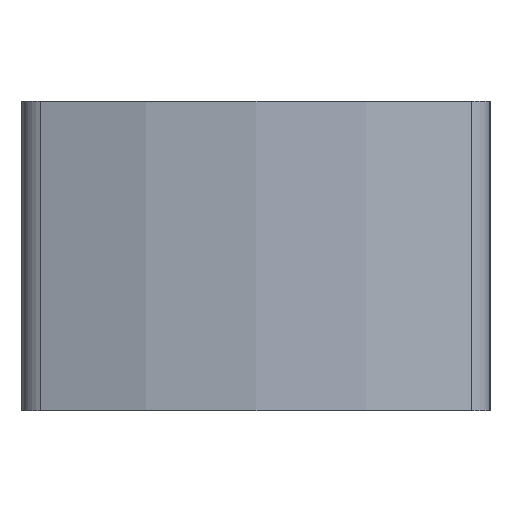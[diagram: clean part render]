
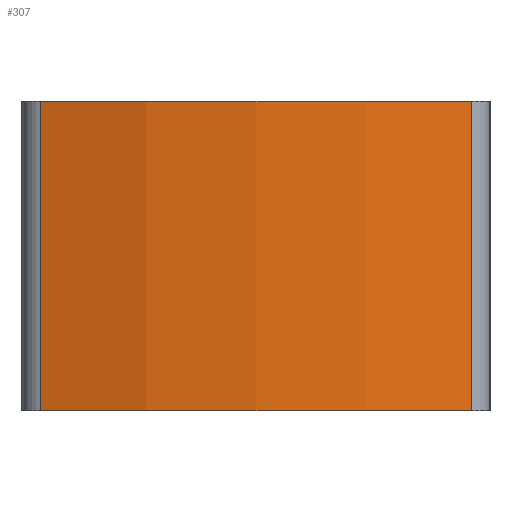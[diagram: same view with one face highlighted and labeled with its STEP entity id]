
A CAD part, left-side view. The second image highlights one B-rep face of the part: STEP entity #307.
In plain terms, the highlighted cylindrical face has radius 92.5 mm (diameter 185 mm), a partial arc.
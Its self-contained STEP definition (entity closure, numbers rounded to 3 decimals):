
#243=EDGE_CURVE('240[2]',#513,#557,#558,.T.);
#265=EDGE_CURVE('240[2]',#513,#605,#606,.T.);
#278=EDGE_CURVE('240[2]',#605,#623,#624,.T.);
#307=ADVANCED_FACE('240[2]',(#665),#666,.T.);
#315=EDGE_CURVE('240[2]',#623,#557,#678,.T.);
#513=VERTEX_POINT('',#921);
#557=VERTEX_POINT('',#978);
#558=CIRCLE('',#979,92.5);
#605=VERTEX_POINT('',#1034);
#606=LINE('',#1035,#1036);
#623=VERTEX_POINT('',#1058);
#624=CIRCLE('',#1059,92.5);
#665=FACE_OUTER_BOUND('',#1114,.T.);
#666=CYLINDRICAL_SURFACE('',#1115,92.5);
#678=LINE('',#1130,#1131);
#921=CARTESIAN_POINT('',(-122.023,-31.356,45.0));
#978=CARTESIAN_POINT('',(-122.023,31.356,45.0));
#979=AXIS2_PLACEMENT_3D('',#1429,#1430,#1431);
#1034=CARTESIAN_POINT('',(-122.023,-31.356,0.0));
#1035=CARTESIAN_POINT('',(-122.023,-31.356,0.0));
#1036=VECTOR('',#1496,10.0);
#1058=CARTESIAN_POINT('',(-122.023,31.356,0.0));
#1059=AXIS2_PLACEMENT_3D('',#1519,#1520,#1521);
#1114=EDGE_LOOP('',(#1562,#1563,#1564,#1565));
#1115=AXIS2_PLACEMENT_3D('',#1566,#1567,#1568);
#1130=CARTESIAN_POINT('',(-122.023,31.356,0.0));
#1131=VECTOR('',#1581,10.0);
#1429=CARTESIAN_POINT('',(-35.0,0.0,45.0));
#1430=DIRECTION('',(0.0,0.0,-1.0));
#1431=DIRECTION('',(0.93,-0.368,0.0));
#1496=DIRECTION('',(-0.0,-0.0,-1.0));
#1519=CARTESIAN_POINT('',(-35.0,0.0,0.0));
#1520=DIRECTION('',(0.0,0.0,-1.0));
#1521=DIRECTION('',(0.93,-0.368,0.0));
#1562=ORIENTED_EDGE('',*,*,#315,.F.);
#1563=ORIENTED_EDGE('',*,*,#278,.F.);
#1564=ORIENTED_EDGE('',*,*,#265,.F.);
#1565=ORIENTED_EDGE('',*,*,#243,.T.);
#1566=CARTESIAN_POINT('',(-35.0,0.0,0.0));
#1567=DIRECTION('',(0.0,0.0,1.0));
#1568=DIRECTION('',(0.93,-0.368,0.0));
#1581=DIRECTION('',(0.0,0.0,1.0));
